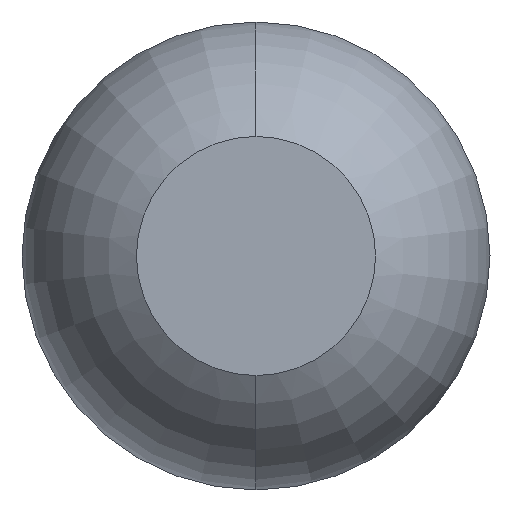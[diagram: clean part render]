
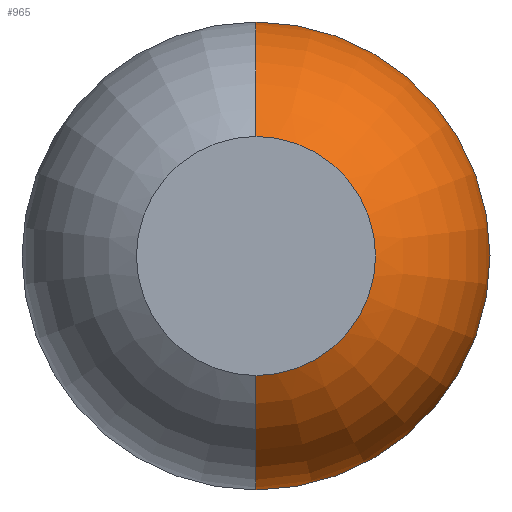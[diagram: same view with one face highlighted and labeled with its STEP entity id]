
A CAD part, front view. The second image highlights one B-rep face of the part: STEP entity #965.
In plain terms, the highlighted toroidal (fillet/blend) face has major radius 0.035 mm and minor radius 0.65 mm.
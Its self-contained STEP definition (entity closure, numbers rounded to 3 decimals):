
#219 = VERTEX_POINT ( 'NONE', #1977 ) ;
#249 = DIRECTION ( 'NONE',  ( 0., 0., -1. ) ) ;
#272 = CARTESIAN_POINT ( 'NONE',  ( 0., -25., 0.35 ) ) ;
#338 = DIRECTION ( 'NONE',  ( -1., 0., 0. ) ) ;
#349 = VERTEX_POINT ( 'NONE', #1252 ) ;
#357 = EDGE_LOOP ( 'NONE', ( #2342, #945, #3602, #1541 ) ) ;
#726 = CARTESIAN_POINT ( 'NONE',  ( 0., -25., -0.35 ) ) ;
#750 = AXIS2_PLACEMENT_3D ( 'NONE', #2182, #2211, #2165 ) ;
#778 = DIRECTION ( 'NONE',  ( 0., -1., 0. ) ) ;
#945 = ORIENTED_EDGE ( 'NONE', *, *, #3583, .T. ) ;
#965 = ADVANCED_FACE ( 'Defeature ausgef�hrt1_4', ( #2313 ), #3552, .T. ) ;
#997 = EDGE_CURVE ( 'Defeature ausgef�hrt1_12+Defeature ausgef�hrt1_4+Defeature ausgef�hrt1_4+Defeature ausgef�hrt1_4', #1973, #3517, #3118, .T. ) ;
#1252 = CARTESIAN_POINT ( 'NONE',  ( 0., -24.431, -0.685 ) ) ;
#1426 = AXIS2_PLACEMENT_3D ( 'NONE', #2988, #2459, #2448 ) ;
#1454 = CARTESIAN_POINT ( 'NONE',  ( 0., -24.431, -0.035 ) ) ;
#1541 = ORIENTED_EDGE ( 'NONE', *, *, #3609, .F. ) ;
#1659 = AXIS2_PLACEMENT_3D ( 'NONE', #2261, #3320, #249 ) ;
#1885 = DIRECTION ( 'NONE',  ( 0., 0., -1. ) ) ;
#1973 = VERTEX_POINT ( 'NONE', #726 ) ;
#1977 = CARTESIAN_POINT ( 'NONE',  ( 0., -24.431, 0.685 ) ) ;
#2066 = AXIS2_PLACEMENT_3D ( 'NONE', #2423, #778, #1885 ) ;
#2146 = CIRCLE ( 'NONE', #750, 0.65 ) ;
#2165 = DIRECTION ( 'NONE',  ( 0., 0., -1. ) ) ;
#2182 = CARTESIAN_POINT ( 'NONE',  ( 0., -24.431, 0.035 ) ) ;
#2211 = DIRECTION ( 'NONE',  ( 1., 0., 0. ) ) ;
#2261 = CARTESIAN_POINT ( 'NONE',  ( 0., -24.431, 0. ) ) ;
#2313 = FACE_OUTER_BOUND ( 'NONE', #357, .T. ) ;
#2342 = ORIENTED_EDGE ( 'NONE', *, *, #2577, .T. ) ;
#2423 = CARTESIAN_POINT ( 'NONE',  ( 0., -25., 0. ) ) ;
#2448 = DIRECTION ( 'NONE',  ( 0., 0., -1. ) ) ;
#2459 = DIRECTION ( 'NONE',  ( 0., -1., 0. ) ) ;
#2577 = EDGE_CURVE ( 'Defeature ausgef�hrt1_4+Defeature ausgef�hrt1_5+Defeature ausgef�hrt1_5+Defeature ausgef�hrt1_5', #349, #219, #3531, .T. ) ;
#2639 = CIRCLE ( 'NONE', #2863, 0.65 ) ;
#2863 = AXIS2_PLACEMENT_3D ( 'NONE', #1454, #338, #3156 ) ;
#2988 = CARTESIAN_POINT ( 'NONE',  ( 0., -24.431, 0. ) ) ;
#3118 = CIRCLE ( 'NONE', #2066, 0.35 ) ;
#3156 = DIRECTION ( 'NONE',  ( 0., 0., 1. ) ) ;
#3320 = DIRECTION ( 'NONE',  ( 0., -1., 0. ) ) ;
#3517 = VERTEX_POINT ( 'NONE', #272 ) ;
#3531 = CIRCLE ( 'NONE', #1659, 0.685 ) ;
#3552 = TOROIDAL_SURFACE ( 'NONE', #1426, 0.035, 0.65 ) ;
#3583 = EDGE_CURVE ( 'NONE', #219, #3517, #2146, .T. ) ;
#3602 = ORIENTED_EDGE ( 'NONE', *, *, #997, .F. ) ;
#3609 = EDGE_CURVE ( 'NONE', #349, #1973, #2639, .T. ) ;
